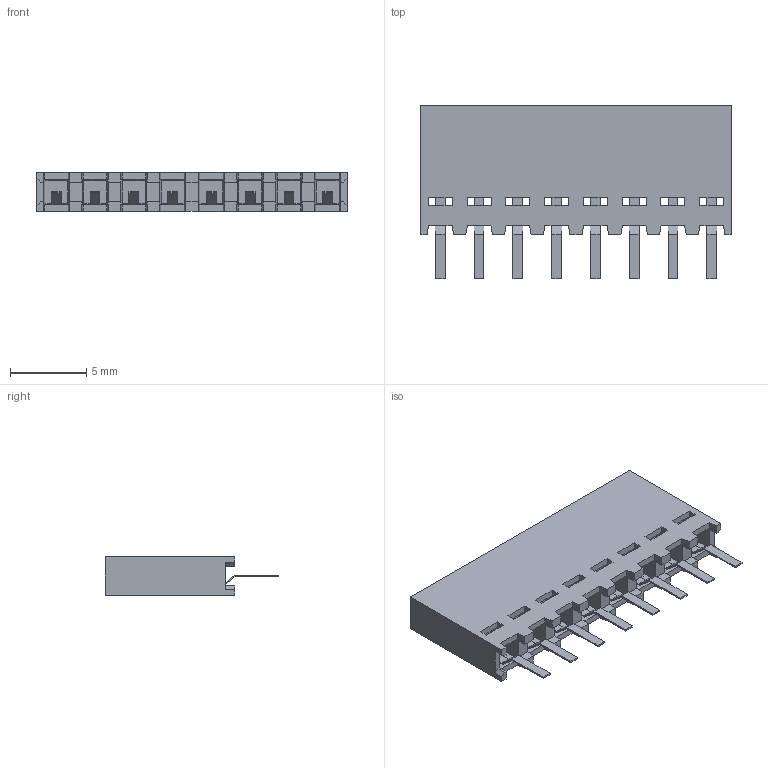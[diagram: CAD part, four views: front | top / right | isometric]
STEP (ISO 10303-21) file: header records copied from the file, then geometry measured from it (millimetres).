
FILE_DESCRIPTION((''),'2;1');
FILE_NAME('901471108','2014-04-10T',('me'),(''),'PRO/ENGINEER BY PARAMETRIC TECHNOLOGY CORPORATION, 2011490','PRO/ENGINEER BY PARAMETRIC TECHNOLOGY CORPORATION, 2011490','');
FILE_SCHEMA(('CONFIG_CONTROL_DESIGN'));
Length unit declared in the file: millimetre
Products named in the file (1): 901471108
Bounding box: 20.32 x 11.4 x 2.54 mm (x, y, z)
Volume: 350.4 mm3; surface area: 685 mm2
Topology: 1 solids, 1 shells, 378 faces, 1140 edges, 744 vertices
Faces by surface type: plane 378
Entity records: 12579 total; most frequent: ORIENTED_EDGE 2248, CARTESIAN_POINT 2247, DIRECTION 1914, VECTOR 1124, LINE 1124, EDGE_CURVE 1124, VERTEX_POINT 728, EDGE_LOOP 406
